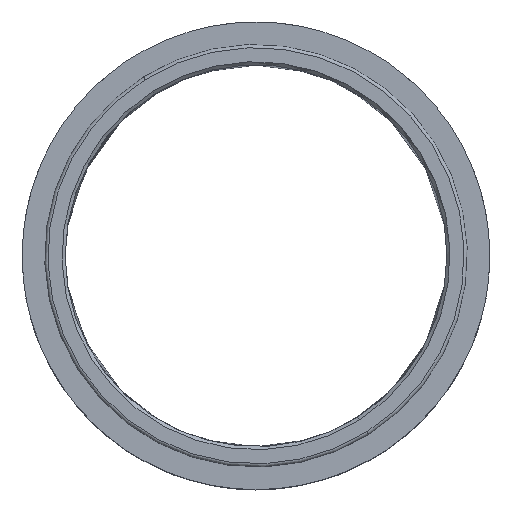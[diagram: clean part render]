
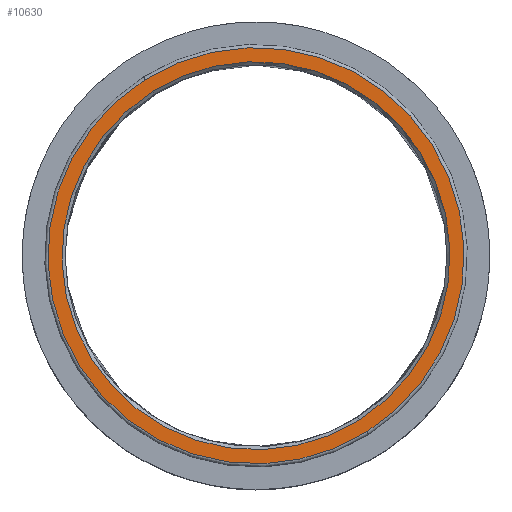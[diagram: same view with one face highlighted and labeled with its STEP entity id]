
A CAD part, top view. The second image highlights one B-rep face of the part: STEP entity #10630.
In plain terms, the highlighted planar face has unit normal (0, 0, 1).
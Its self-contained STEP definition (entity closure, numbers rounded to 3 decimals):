
#583 = VERTEX_POINT ( 'NONE', #3968 ) ;
#612 = EDGE_LOOP ( 'NONE', ( #10456, #21713 ) ) ;
#1185 = PLANE ( 'NONE',  #20769 ) ;
#1598 = VERTEX_POINT ( 'NONE', #7157 ) ;
#2389 = EDGE_CURVE ( 'NONE', #1598, #583, #16348, .T. ) ;
#2414 = EDGE_CURVE ( 'NONE', #17100, #6406, #17781, .T. ) ;
#2770 = DIRECTION ( 'NONE',  ( 0., 0., 1. ) ) ;
#2990 = FACE_BOUND ( 'NONE', #612, .T. ) ;
#3108 = EDGE_CURVE ( 'NONE', #583, #1598, #18501, .T. ) ;
#3951 = DIRECTION ( 'NONE',  ( -0.533, 0.846, 0. ) ) ;
#3968 = CARTESIAN_POINT ( 'NONE',  ( -324.841, 516.313, 750. ) ) ;
#4413 = EDGE_LOOP ( 'NONE', ( #14721, #20485 ) ) ;
#6406 = VERTEX_POINT ( 'NONE', #11046 ) ;
#6558 = DIRECTION ( 'NONE',  ( -0.533, 0.846, 0. ) ) ;
#7157 = CARTESIAN_POINT ( 'NONE',  ( 324.841, -516.313, 750. ) ) ;
#7684 = CARTESIAN_POINT ( 'NONE',  ( 0., 0., 750. ) ) ;
#7995 = CARTESIAN_POINT ( 'NONE',  ( 0., 0., 750. ) ) ;
#8029 = AXIS2_PLACEMENT_3D ( 'NONE', #11504, #9480, #21811 ) ;
#8085 = DIRECTION ( 'NONE',  ( 1., 0., 0. ) ) ;
#9296 = CIRCLE ( 'NONE', #18659, 654.3 ) ;
#9480 = DIRECTION ( 'NONE',  ( 0., 0., -1. ) ) ;
#10218 = AXIS2_PLACEMENT_3D ( 'NONE', #7995, #19880, #21704 ) ;
#10456 = ORIENTED_EDGE ( 'NONE', *, *, #2389, .T. ) ;
#10630 = ADVANCED_FACE ( 'NONE', ( #2990, #16679 ), #1185, .T. ) ;
#11046 = CARTESIAN_POINT ( 'NONE',  ( 348.431, -553.809, 750. ) ) ;
#11296 = EDGE_CURVE ( 'NONE', #6406, #17100, #9296, .T. ) ;
#11504 = CARTESIAN_POINT ( 'NONE',  ( 0., 0., 750. ) ) ;
#12314 = CARTESIAN_POINT ( 'NONE',  ( -348.431, 553.809, 750. ) ) ;
#13072 = CARTESIAN_POINT ( 'NONE',  ( 0., 0., 750. ) ) ;
#14185 = AXIS2_PLACEMENT_3D ( 'NONE', #15394, #18665, #6558 ) ;
#14721 = ORIENTED_EDGE ( 'NONE', *, *, #2414, .F. ) ;
#15394 = CARTESIAN_POINT ( 'NONE',  ( 0., 0., 750. ) ) ;
#16348 = CIRCLE ( 'NONE', #10218, 610. ) ;
#16679 = FACE_OUTER_BOUND ( 'NONE', #4413, .T. ) ;
#17100 = VERTEX_POINT ( 'NONE', #12314 ) ;
#17781 = CIRCLE ( 'NONE', #8029, 654.3 ) ;
#18501 = CIRCLE ( 'NONE', #14185, 610. ) ;
#18659 = AXIS2_PLACEMENT_3D ( 'NONE', #7684, #19459, #3951 ) ;
#18665 = DIRECTION ( 'NONE',  ( 0., 0., -1. ) ) ;
#19459 = DIRECTION ( 'NONE',  ( 0., 0., -1. ) ) ;
#19880 = DIRECTION ( 'NONE',  ( 0., 0., -1. ) ) ;
#20485 = ORIENTED_EDGE ( 'NONE', *, *, #11296, .F. ) ;
#20769 = AXIS2_PLACEMENT_3D ( 'NONE', #13072, #2770, #8085 ) ;
#21704 = DIRECTION ( 'NONE',  ( -0.533, 0.846, 0. ) ) ;
#21713 = ORIENTED_EDGE ( 'NONE', *, *, #3108, .T. ) ;
#21811 = DIRECTION ( 'NONE',  ( -0.533, 0.846, 0. ) ) ;
